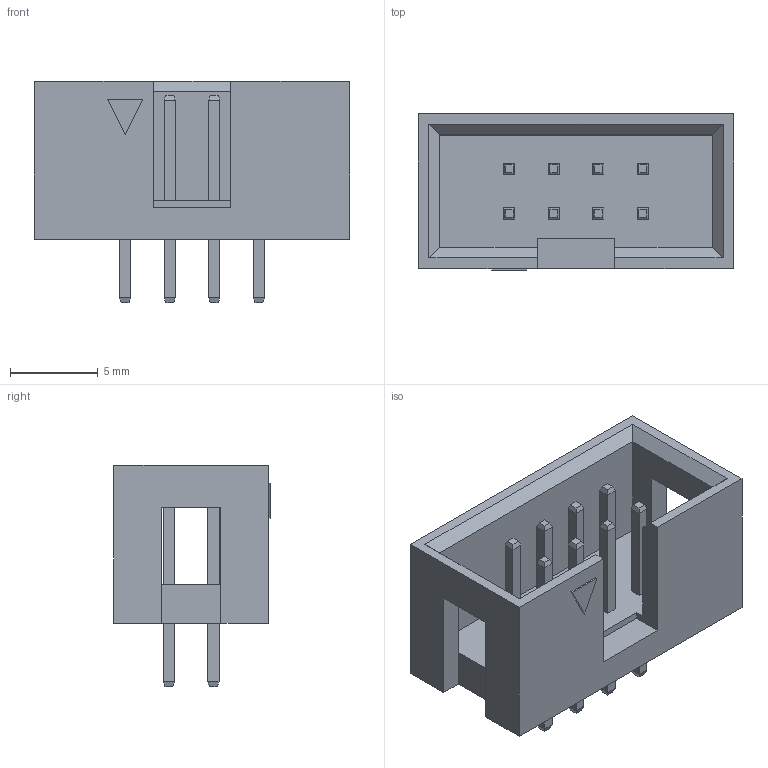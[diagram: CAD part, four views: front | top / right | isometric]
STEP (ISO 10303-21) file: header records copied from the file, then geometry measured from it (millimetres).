
FILE_DESCRIPTION (( 'STEP AP214' ), '1' );
FILE_NAME ('User Library-DS1013-8S (IDC-8MS CONNFLY).STEP', '2020-03-12T15:09:55', ( '' ), ( '' ), 'SwSTEP 2.0', 'SolidWorks 2019', '' );
FILE_SCHEMA (( 'AUTOMOTIVE_DESIGN' ));
Length unit declared in the file: millimetre
Products named in the file (1): User Library-DS1013-8S (IDC-8MS CONNFLY)
Bounding box: 17.96 x 8.9 x 12.6 mm (x, y, z)
Volume: 671.2 mm3; surface area: 1200.2 mm2
Topology: 1 solids, 1 shells, 180 faces, 423 edges, 258 vertices
Faces by surface type: plane 180
Entity records: 5389 total; most frequent: CARTESIAN_POINT 862, ORIENTED_EDGE 846, DIRECTION 785, EDGE_CURVE 423, VECTOR 423, LINE 423, VERTEX_POINT 258, EDGE_LOOP 197
